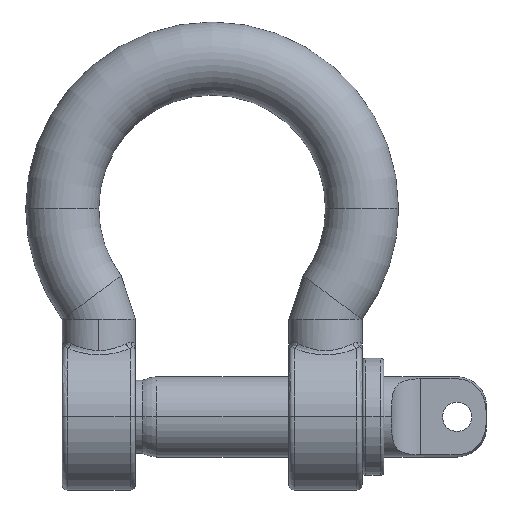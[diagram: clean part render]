
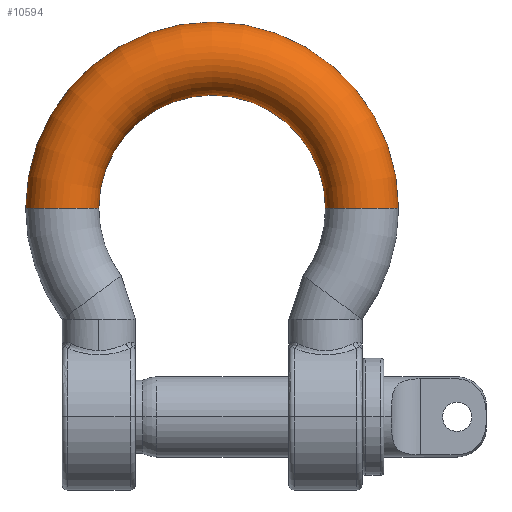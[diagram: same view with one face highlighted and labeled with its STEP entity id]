
A CAD part, top view. The second image highlights one B-rep face of the part: STEP entity #10594.
In plain terms, the highlighted toroidal (fillet/blend) face has major radius 10.25 mm and minor radius 2.5 mm.
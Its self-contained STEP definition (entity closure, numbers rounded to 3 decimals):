
#99 = DIRECTION ( 'NONE',  ( -1., 0., 0. ) ) ;
#255 = CIRCLE ( 'NONE', #10692, 2.5 ) ;
#282 = VERTEX_POINT ( 'NONE', #8471 ) ;
#879 = DIRECTION ( 'NONE',  ( -1., 0., 0. ) ) ;
#1361 = VERTEX_POINT ( 'NONE', #15967 ) ;
#1379 = VERTEX_POINT ( 'NONE', #7274 ) ;
#1647 = ORIENTED_EDGE ( 'NONE', *, *, #2742, .T. ) ;
#2443 = FACE_OUTER_BOUND ( 'NONE', #8618, .T. ) ;
#2742 = EDGE_CURVE ( 'NONE', #282, #1379, #6287, .T. ) ;
#4208 = AXIS2_PLACEMENT_3D ( 'NONE', #7034, #12170, #879 ) ;
#5319 = CARTESIAN_POINT ( 'NONE',  ( -12.75, 19.25, 0. ) ) ;
#5617 = ORIENTED_EDGE ( 'NONE', *, *, #16255, .F. ) ;
#5733 = CIRCLE ( 'NONE', #10269, 12.75 ) ;
#5928 = DIRECTION ( 'NONE',  ( 0., -1., 0. ) ) ;
#6287 = CIRCLE ( 'NONE', #7683, 7.75 ) ;
#6326 = CARTESIAN_POINT ( 'NONE',  ( 10.25, 19.25, 0. ) ) ;
#7034 = CARTESIAN_POINT ( 'NONE',  ( 0., 19.25, 0. ) ) ;
#7215 = DIRECTION ( 'NONE',  ( -1., 0., 0. ) ) ;
#7240 = DIRECTION ( 'NONE',  ( 0., 0., -1. ) ) ;
#7274 = CARTESIAN_POINT ( 'NONE',  ( 7.75, 19.25, 0. ) ) ;
#7467 = DIRECTION ( 'NONE',  ( 0., 0., -1. ) ) ;
#7683 = AXIS2_PLACEMENT_3D ( 'NONE', #9821, #8549, #7215 ) ;
#8471 = CARTESIAN_POINT ( 'NONE',  ( -7.75, 19.25, 0. ) ) ;
#8549 = DIRECTION ( 'NONE',  ( 0., 0., -1. ) ) ;
#8572 = CARTESIAN_POINT ( 'NONE',  ( -10.25, 19.25, 0. ) ) ;
#8618 = EDGE_LOOP ( 'NONE', ( #9674, #5617, #1647, #9951 ) ) ;
#8712 = TOROIDAL_SURFACE ( 'NONE', #4208, 10.25, 2.5 ) ;
#9247 = CIRCLE ( 'NONE', #10599, 2.5 ) ;
#9674 = ORIENTED_EDGE ( 'NONE', *, *, #12273, .F. ) ;
#9821 = CARTESIAN_POINT ( 'NONE',  ( 0., 19.25, 0. ) ) ;
#9951 = ORIENTED_EDGE ( 'NONE', *, *, #14347, .T. ) ;
#10269 = AXIS2_PLACEMENT_3D ( 'NONE', #14837, #7467, #12323 ) ;
#10594 = ADVANCED_FACE ( 'NONE', ( #2443 ), #8712, .T. ) ;
#10599 = AXIS2_PLACEMENT_3D ( 'NONE', #8572, #5928, #7240 ) ;
#10692 = AXIS2_PLACEMENT_3D ( 'NONE', #6326, #15111, #99 ) ;
#12170 = DIRECTION ( 'NONE',  ( 0., 0., -1. ) ) ;
#12273 = EDGE_CURVE ( 'NONE', #15028, #1361, #5733, .T. ) ;
#12323 = DIRECTION ( 'NONE',  ( -1., 0., 0. ) ) ;
#14347 = EDGE_CURVE ( 'NONE', #1379, #1361, #255, .T. ) ;
#14837 = CARTESIAN_POINT ( 'NONE',  ( 0., 19.25, 0. ) ) ;
#15028 = VERTEX_POINT ( 'NONE', #5319 ) ;
#15111 = DIRECTION ( 'NONE',  ( 0., 1., 0. ) ) ;
#15967 = CARTESIAN_POINT ( 'NONE',  ( 12.75, 19.25, 0. ) ) ;
#16255 = EDGE_CURVE ( 'NONE', #282, #15028, #9247, .T. ) ;
